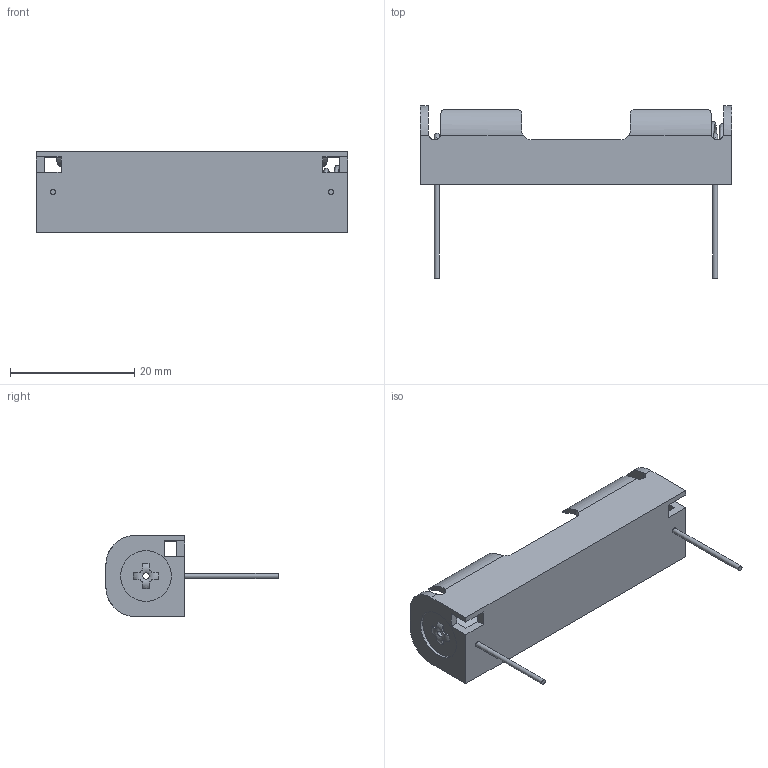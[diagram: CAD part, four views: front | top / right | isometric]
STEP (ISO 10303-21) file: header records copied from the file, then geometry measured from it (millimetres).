
FILE_DESCRIPTION (( 'STEP AP214' ), '1' );
FILE_NAME ('2466.STEP', '2022-03-08T20:42:04', ( '' ), ( '' ), 'SwSTEP 2.0', 'SolidWorks 2013', '' );
FILE_SCHEMA (( 'AUTOMOTIVE_DESIGN' ));
Length unit declared in the file: inch
Products named in the file (1): 2466
Bounding box: 49.99 x 27.69 x 13 mm (x, y, z)
Volume: 1914.8 mm3; surface area: 4236.5 mm2
Topology: 6 solids, 6 shells, 671 faces, 1793 edges, 1192 vertices
Faces by surface type: plane 473, bspline 137, cylinder 52, torus 9
Full cylindrical faces by diameter (mm): 0.813 x2, 0.864 x2, 1.024 x2, 1.727 x2, 1.778 x2, 8.128 x2
Entity records: 38248 total; most frequent: CARTESIAN_POINT 13681, ORIENTED_EDGE 3532, DIRECTION 2615, EDGE_CURVE 1766, VECTOR 1339, LINE 1339, VERTEX_POINT 1189, EDGE_LOOP 769
